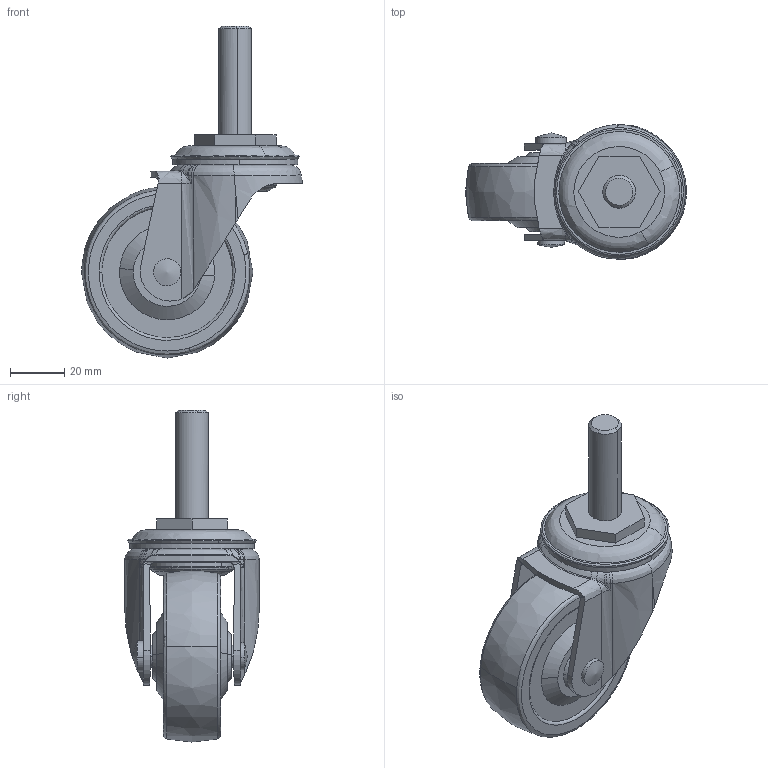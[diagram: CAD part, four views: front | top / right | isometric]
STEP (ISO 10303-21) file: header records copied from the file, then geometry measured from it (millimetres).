
FILE_DESCRIPTION((''),'2;1');
FILE_NAME('','2005-12-15T16:42:15',(''),(''),'','CADfix','');
FILE_SCHEMA(('AUTOMOTIVE_DESIGN'));
Length unit declared in the file: millimetre
Products named in the file (5): axle; wheel; main shaft; body; No_305_23564_36
Assembly tree (4 placements, depth 2):
  No_305_23564_36
    axle
    wheel
    main shaft
    body
Bounding box: 81.25 x 49.5 x 122 mm (x, y, z)
Volume: 98920.1 mm3; surface area: 29588.4 mm2
Topology: 4 solids, 4 shells, 190 faces, 562 edges, 395 vertices
Faces by surface type: bspline 190
Entity records: 8815 total; most frequent: CARTESIAN_POINT 5731, ORIENTED_EDGE 1120, EDGE_CURVE 560, VERTEX_POINT 395, EDGE_LOOP 215, FACE_OUTER_BOUND 190, ADVANCED_FACE 190, QUASI_UNIFORM_CURVE 130
